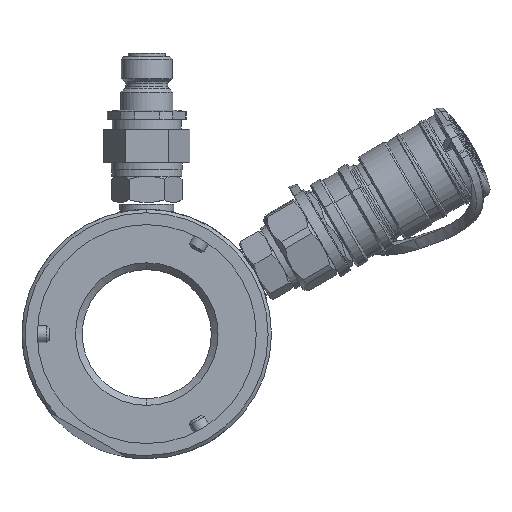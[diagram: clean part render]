
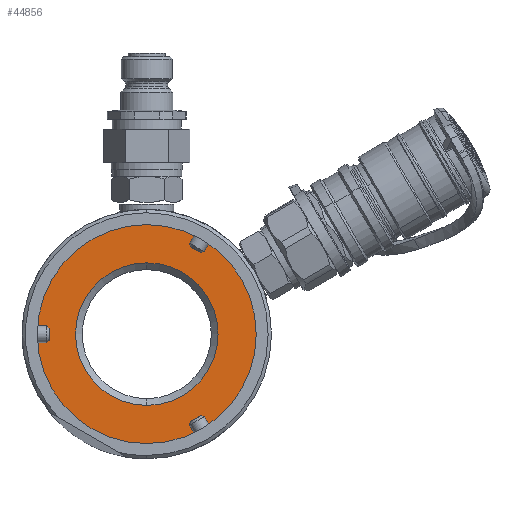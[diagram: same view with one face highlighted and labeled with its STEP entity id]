
A CAD part, front view. The second image highlights one B-rep face of the part: STEP entity #44856.
In plain terms, the highlighted planar face has unit normal (0, -1, 0).
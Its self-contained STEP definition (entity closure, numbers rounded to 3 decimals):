
#500 = DIRECTION ( 'NONE',  ( 0., -1., 0. ) ) ;
#1303 = ORIENTED_EDGE ( 'NONE', *, *, #9289, .F. ) ;
#1633 = CARTESIAN_POINT ( 'NONE',  ( 0., 8., -32.25 ) ) ;
#9227 = AXIS2_PLACEMENT_3D ( 'NONE', #19014, #500, #21973 ) ;
#9289 = EDGE_CURVE ( 'NONE', #11128, #19576, #36939, .T. ) ;
#9651 = DIRECTION ( 'NONE',  ( 0., 0., -1. ) ) ;
#10169 = ORIENTED_EDGE ( 'NONE', *, *, #43003, .T. ) ;
#10978 = EDGE_LOOP ( 'NONE', ( #1303, #45752 ) ) ;
#11128 = VERTEX_POINT ( 'NONE', #40085 ) ;
#13181 = PLANE ( 'NONE',  #24222 ) ;
#13713 = AXIS2_PLACEMENT_3D ( 'NONE', #21171, #28405, #14004 ) ;
#14004 = DIRECTION ( 'NONE',  ( 0., 0., -1. ) ) ;
#15340 = FACE_BOUND ( 'NONE', #10978, .T. ) ;
#16913 = CARTESIAN_POINT ( 'NONE',  ( 0., 8., 32.25 ) ) ;
#19014 = CARTESIAN_POINT ( 'NONE',  ( 0., 8., 0. ) ) ;
#19236 = CIRCLE ( 'NONE', #33893, 32.25 ) ;
#19576 = VERTEX_POINT ( 'NONE', #44451 ) ;
#21171 = CARTESIAN_POINT ( 'NONE',  ( 0., 8., 0. ) ) ;
#21436 = FACE_OUTER_BOUND ( 'NONE', #24867, .T. ) ;
#21973 = DIRECTION ( 'NONE',  ( 0., 0., -1. ) ) ;
#22520 = CARTESIAN_POINT ( 'NONE',  ( 0., 8., 32.25 ) ) ;
#24222 = AXIS2_PLACEMENT_3D ( 'NONE', #16913, #38340, #38647 ) ;
#24867 = EDGE_LOOP ( 'NONE', ( #43542, #10169 ) ) ;
#27741 = CIRCLE ( 'NONE', #38803, 21. ) ;
#28405 = DIRECTION ( 'NONE',  ( 0., -1., 0. ) ) ;
#30096 = DIRECTION ( 'NONE',  ( 0., -1., 0. ) ) ;
#31798 = CIRCLE ( 'NONE', #13713, 32.25 ) ;
#33717 = DIRECTION ( 'NONE',  ( 0., 0., -1. ) ) ;
#33893 = AXIS2_PLACEMENT_3D ( 'NONE', #41341, #30096, #33717 ) ;
#34111 = CARTESIAN_POINT ( 'NONE',  ( 0., 8., 0. ) ) ;
#34534 = VERTEX_POINT ( 'NONE', #22520 ) ;
#36440 = VERTEX_POINT ( 'NONE', #1633 ) ;
#36939 = CIRCLE ( 'NONE', #9227, 21. ) ;
#38340 = DIRECTION ( 'NONE',  ( 0., 1., 0. ) ) ;
#38647 = DIRECTION ( 'NONE',  ( 0., 0., 1. ) ) ;
#38803 = AXIS2_PLACEMENT_3D ( 'NONE', #34111, #45001, #9651 ) ;
#40033 = EDGE_CURVE ( 'NONE', #19576, #11128, #27741, .T. ) ;
#40085 = CARTESIAN_POINT ( 'NONE',  ( 0., 8., -21. ) ) ;
#41341 = CARTESIAN_POINT ( 'NONE',  ( 0., 8., 0. ) ) ;
#43003 = EDGE_CURVE ( 'NONE', #34534, #36440, #31798, .T. ) ;
#43542 = ORIENTED_EDGE ( 'NONE', *, *, #44733, .T. ) ;
#44451 = CARTESIAN_POINT ( 'NONE',  ( 0., 8., 21. ) ) ;
#44733 = EDGE_CURVE ( 'NONE', #36440, #34534, #19236, .T. ) ;
#44856 = ADVANCED_FACE ( 'NONE', ( #15340, #21436 ), #13181, .F. ) ;
#45001 = DIRECTION ( 'NONE',  ( 0., -1., 0. ) ) ;
#45752 = ORIENTED_EDGE ( 'NONE', *, *, #40033, .F. ) ;
